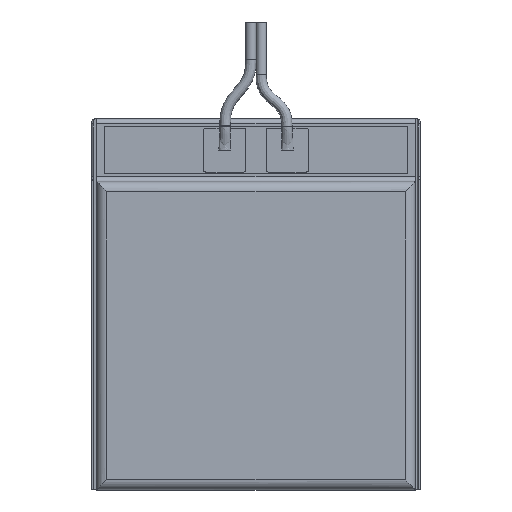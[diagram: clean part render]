
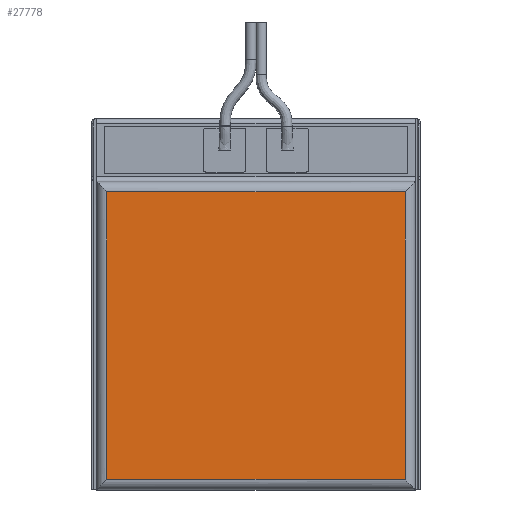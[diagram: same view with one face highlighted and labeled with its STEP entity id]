
A CAD part, top view. The second image highlights one B-rep face of the part: STEP entity #27778.
In plain terms, the highlighted planar face has unit normal (0, 0, 1).
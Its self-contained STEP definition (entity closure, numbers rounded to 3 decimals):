
#700=PLANE('',#30073);
#2625=LINE('',#41244,#6220);
#2627=LINE('',#41254,#6222);
#2643=LINE('',#41291,#6238);
#2646=LINE('',#41297,#6241);
#6220=VECTOR('',#32464,28.5);
#6222=VECTOR('',#32474,28.5);
#6238=VECTOR('',#32516,27.5);
#6241=VECTOR('',#32525,27.5);
#9898=FACE_OUTER_BOUND('',#11779,.T.);
#11779=EDGE_LOOP('',(#20629,#20630,#20631,#20632));
#13851=VERTEX_POINT('',#41241);
#13852=VERTEX_POINT('',#41243);
#13853=VERTEX_POINT('',#41247);
#13856=VERTEX_POINT('',#41252);
#16485=EDGE_CURVE('',#13851,#13852,#2625,.T.);
#16490=EDGE_CURVE('',#13853,#13856,#2627,.T.);
#16510=EDGE_CURVE('',#13856,#13852,#2643,.T.);
#16513=EDGE_CURVE('',#13853,#13851,#2646,.T.);
#20629=ORIENTED_EDGE('',*,*,#16485,.F.);
#20630=ORIENTED_EDGE('',*,*,#16513,.F.);
#20631=ORIENTED_EDGE('',*,*,#16490,.T.);
#20632=ORIENTED_EDGE('',*,*,#16510,.T.);
#27778=ADVANCED_FACE('',(#9898),#700,.T.);
#30073=AXIS2_PLACEMENT_3D('',#41296,#32523,#32524);
#32464=DIRECTION('',(1.,0.,0.));
#32474=DIRECTION('',(1.,0.,0.));
#32516=DIRECTION('',(0.,1.,0.));
#32523=DIRECTION('center_axis',(0.,0.,1.));
#32524=DIRECTION('ref_axis',(1.,0.,0.));
#32525=DIRECTION('',(0.,1.,0.));
#41241=CARTESIAN_POINT('',(-14.25,10.75,5.25));
#41243=CARTESIAN_POINT('',(14.25,10.75,5.25));
#41244=CARTESIAN_POINT('',(0.,10.75,5.25));
#41247=CARTESIAN_POINT('',(-14.25,-16.75,5.25));
#41252=CARTESIAN_POINT('',(14.25,-16.75,5.25));
#41254=CARTESIAN_POINT('',(0.,-16.75,5.25));
#41291=CARTESIAN_POINT('',(14.25,0.,5.25));
#41296=CARTESIAN_POINT('Origin',(-14.25,0.,5.25));
#41297=CARTESIAN_POINT('',(-14.25,0.,5.25));
